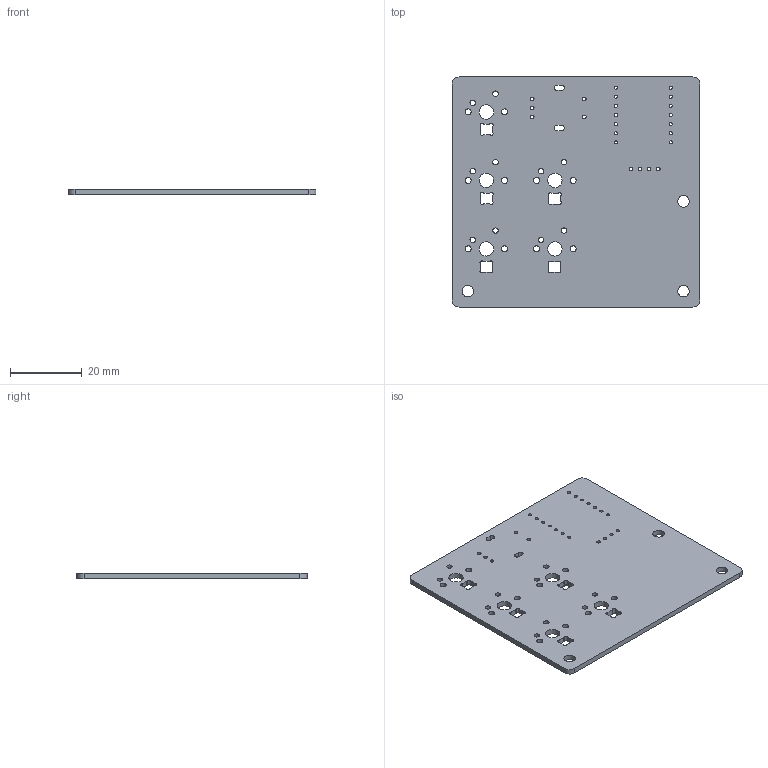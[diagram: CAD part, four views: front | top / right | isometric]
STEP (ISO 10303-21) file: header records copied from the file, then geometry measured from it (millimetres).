
FILE_DESCRIPTION(('KiCad electronic assembly'),'2;1');
FILE_NAME('dimapad.step','2025-12-23T18:28:30',('Pcbnew'),('Kicad'), 'Open CASCADE STEP processor 7.9','KiCad to STEP converter','Unknown' );
FILE_SCHEMA(('AUTOMOTIVE_DESIGN { 1 0 10303 214 1 1 1 1 }'));
Length unit declared in the file: millimetre
Products named in the file (2): dimapad 1; dimapad_PCB
Assembly tree (1 placements, depth 2):
  dimapad 1
    dimapad_PCB
Bounding box: 69 x 64 x 1.51 mm (x, y, z)
Volume: 6355.5 mm3; surface area: 9328.8 mm2
Topology: 1 solids, 1 shells, 149 faces, 441 edges, 294 vertices
Faces by surface type: cylinder 119, plane 30
Full cylindrical faces by diameter (mm): 0.889 x14, 1 x9, 1.5 x10, 1.7 x10, 3.2 x3, 4 x5
Entity records: 5382 total; most frequent: DIRECTION 981, CARTESIAN_POINT 886, ORIENTED_EDGE 882, EDGE_CURVE 441, AXIS2_PLACEMENT_3D 389, VERTEX_POINT 294, FACE_BOUND 265, EDGE_LOOP 265
